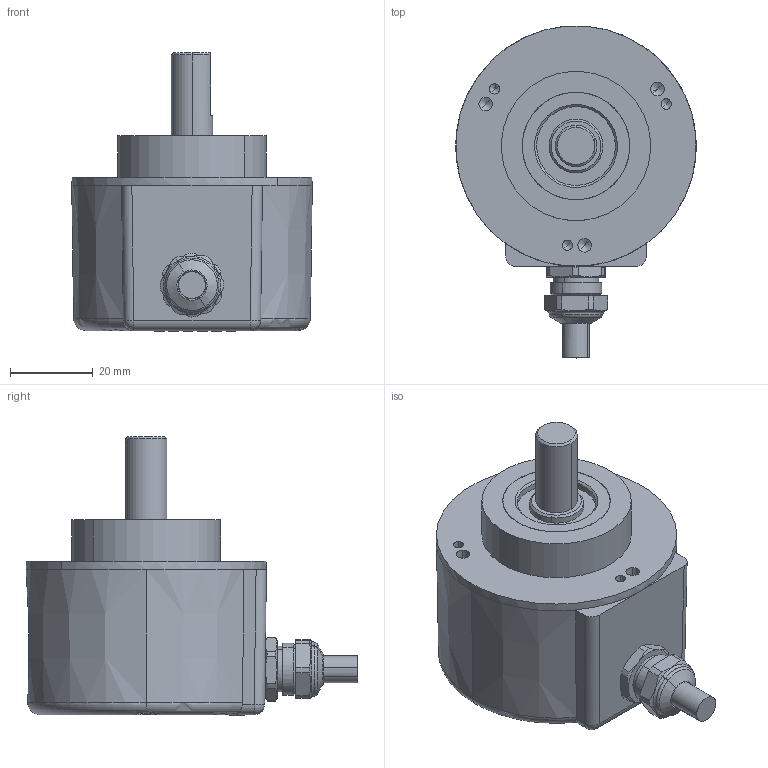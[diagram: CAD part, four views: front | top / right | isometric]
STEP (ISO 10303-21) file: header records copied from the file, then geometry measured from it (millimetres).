
FILE_DESCRIPTION (( 'STEP AP203' ), '1' );
FILE_NAME ('S11-11#3#.STEP', '2016-03-10T17:48:14', ( '' ), ( '' ), 'SwSTEP 2.0', 'SolidWorks 2014', '' );
FILE_SCHEMA (( 'CONFIG_CONTROL_DESIGN' ));
Length unit declared in the file: millimetre
Products named in the file (1): S11-11#3#
Bounding box: 58 x 80 x 67.1 mm (x, y, z)
Volume: 110947.2 mm3; surface area: 17876.8 mm2
Topology: 3 solids, 6 shells, 366 faces, 893 edges, 550 vertices
Faces by surface type: plane 182, cylinder 89, cone 68, torus 21, sphere 6
Entity records: 11071 total; most frequent: CARTESIAN_POINT 2398, DIRECTION 1848, ORIENTED_EDGE 1754, EDGE_CURVE 877, AXIS2_PLACEMENT_3D 690, VERTEX_POINT 550, LINE 468, VECTOR 468
